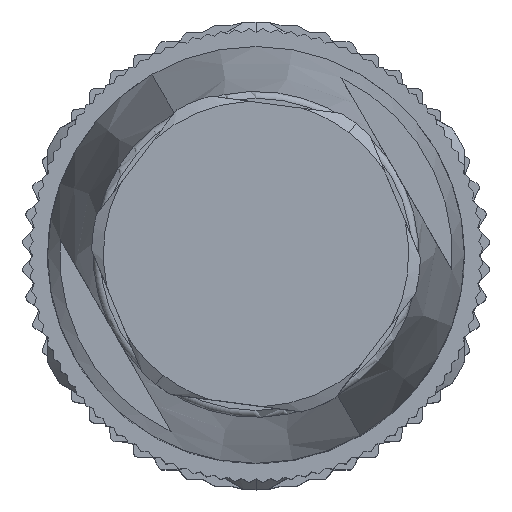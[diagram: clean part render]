
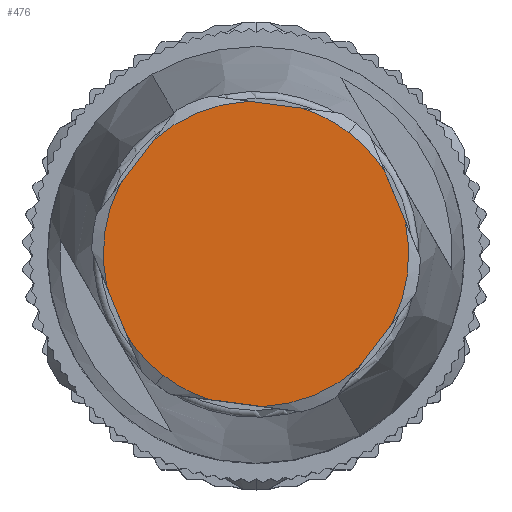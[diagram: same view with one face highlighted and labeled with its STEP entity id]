
A CAD part, top view. The second image highlights one B-rep face of the part: STEP entity #476.
In plain terms, the highlighted planar face has unit normal (0, 0, 1).
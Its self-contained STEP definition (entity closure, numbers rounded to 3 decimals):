
#125=AXIS2_PLACEMENT_3D('Circle Axis2P3D',#123,#124,$) ;
#376=AXIS2_PLACEMENT_3D('Circle Axis2P3D',#374,#375,$) ;
#390=AXIS2_PLACEMENT_3D('Plane Axis2P3D',#387,#388,#389) ;
#394=AXIS2_PLACEMENT_3D('Circle Axis2P3D',#392,#393,$) ;
#408=AXIS2_PLACEMENT_3D('Circle Axis2P3D',#406,#407,$) ;
#422=AXIS2_PLACEMENT_3D('Circle Axis2P3D',#420,#421,$) ;
#429=AXIS2_PLACEMENT_3D('Circle Axis2P3D',#427,#428,$) ;
#443=AXIS2_PLACEMENT_3D('Circle Axis2P3D',#441,#442,$) ;
#457=AXIS2_PLACEMENT_3D('Circle Axis2P3D',#455,#456,$) ;
#120=CARTESIAN_POINT('Vertex',(6.059,4.867,56.7)) ;
#123=CARTESIAN_POINT('Axis2P3D Location',(10.082,10.1,56.7)) ;
#127=CARTESIAN_POINT('Vertex',(4.512,6.56,56.7)) ;
#149=CARTESIAN_POINT('Line Origine',(4.075,7.618,56.7)) ;
#153=CARTESIAN_POINT('Vertex',(3.637,8.676,56.7)) ;
#341=CARTESIAN_POINT('Vertex',(10.362,3.506,56.7)) ;
#344=CARTESIAN_POINT('Line Origine',(9.228,3.656,56.7)) ;
#348=CARTESIAN_POINT('Vertex',(8.093,3.807,56.7)) ;
#374=CARTESIAN_POINT('Axis2P3D Location',(10.082,10.1,56.7)) ;
#387=CARTESIAN_POINT('Axis2P3D Location',(10.082,10.1,56.7)) ;
#392=CARTESIAN_POINT('Axis2P3D Location',(10.082,10.1,56.7)) ;
#396=CARTESIAN_POINT('Vertex',(14.538,5.231,56.7)) ;
#399=CARTESIAN_POINT('Line Origine',(15.235,6.138,56.7)) ;
#403=CARTESIAN_POINT('Vertex',(15.933,7.046,56.7)) ;
#406=CARTESIAN_POINT('Axis2P3D Location',(10.082,10.1,56.7)) ;
#410=CARTESIAN_POINT('Vertex',(16.526,11.524,56.7)) ;
#413=CARTESIAN_POINT('Line Origine',(16.089,12.582,56.7)) ;
#417=CARTESIAN_POINT('Vertex',(15.652,13.64,56.7)) ;
#420=CARTESIAN_POINT('Axis2P3D Location',(10.082,10.1,56.7)) ;
#424=CARTESIAN_POINT('Vertex',(14.105,15.332,56.7)) ;
#427=CARTESIAN_POINT('Axis2P3D Location',(10.082,10.1,56.7)) ;
#431=CARTESIAN_POINT('Vertex',(12.071,16.393,56.7)) ;
#434=CARTESIAN_POINT('Line Origine',(10.936,16.544,56.7)) ;
#438=CARTESIAN_POINT('Vertex',(9.802,16.694,56.7)) ;
#441=CARTESIAN_POINT('Axis2P3D Location',(10.082,10.1,56.7)) ;
#445=CARTESIAN_POINT('Vertex',(5.626,14.969,56.7)) ;
#448=CARTESIAN_POINT('Line Origine',(4.929,14.062,56.7)) ;
#452=CARTESIAN_POINT('Vertex',(4.231,13.154,56.7)) ;
#455=CARTESIAN_POINT('Axis2P3D Location',(10.082,10.1,56.7)) ;
#124=DIRECTION('Axis2P3D Direction',(0.,0.,-1.)) ;
#150=DIRECTION('Vector Direction',(0.382,-0.924,0.)) ;
#345=DIRECTION('Vector Direction',(0.991,-0.131,0.)) ;
#375=DIRECTION('Axis2P3D Direction',(0.,0.,-1.)) ;
#388=DIRECTION('Axis2P3D Direction',(0.,-0.,1.)) ;
#389=DIRECTION('Axis2P3D XDirection',(0.609,0.793,0.)) ;
#393=DIRECTION('Axis2P3D Direction',(0.,-0.,1.)) ;
#400=DIRECTION('Vector Direction',(0.609,0.793,0.)) ;
#407=DIRECTION('Axis2P3D Direction',(0.,-0.,1.)) ;
#414=DIRECTION('Vector Direction',(-0.382,0.924,0.)) ;
#421=DIRECTION('Axis2P3D Direction',(0.,-0.,1.)) ;
#428=DIRECTION('Axis2P3D Direction',(0.,-0.,1.)) ;
#435=DIRECTION('Vector Direction',(-0.991,0.131,0.)) ;
#442=DIRECTION('Axis2P3D Direction',(0.,-0.,1.)) ;
#449=DIRECTION('Vector Direction',(-0.609,-0.793,0.)) ;
#456=DIRECTION('Axis2P3D Direction',(0.,-0.,1.)) ;
#151=VECTOR('Line Direction',#150,1.) ;
#346=VECTOR('Line Direction',#345,1.) ;
#401=VECTOR('Line Direction',#400,1.) ;
#415=VECTOR('Line Direction',#414,1.) ;
#436=VECTOR('Line Direction',#435,1.) ;
#450=VECTOR('Line Direction',#449,1.) ;
#461=ORIENTED_EDGE('',*,*,#155,.T.) ;
#462=ORIENTED_EDGE('',*,*,#129,.T.) ;
#463=ORIENTED_EDGE('',*,*,#378,.T.) ;
#464=ORIENTED_EDGE('',*,*,#350,.T.) ;
#465=ORIENTED_EDGE('',*,*,#398,.T.) ;
#466=ORIENTED_EDGE('',*,*,#405,.T.) ;
#467=ORIENTED_EDGE('',*,*,#412,.T.) ;
#468=ORIENTED_EDGE('',*,*,#419,.T.) ;
#469=ORIENTED_EDGE('',*,*,#426,.T.) ;
#470=ORIENTED_EDGE('',*,*,#433,.T.) ;
#471=ORIENTED_EDGE('',*,*,#440,.T.) ;
#472=ORIENTED_EDGE('',*,*,#447,.T.) ;
#473=ORIENTED_EDGE('',*,*,#454,.T.) ;
#474=ORIENTED_EDGE('',*,*,#459,.T.) ;
#476=ADVANCED_FACE('Hauptk\X2\00F6\X0\rper',(#475),#391,.T.) ;
#126=CIRCLE('generated circle',#125,6.6) ;
#377=CIRCLE('generated circle',#376,6.6) ;
#395=CIRCLE('generated circle',#394,6.6) ;
#409=CIRCLE('generated circle',#408,6.6) ;
#423=CIRCLE('generated circle',#422,6.6) ;
#430=CIRCLE('generated circle',#429,6.6) ;
#444=CIRCLE('generated circle',#443,6.6) ;
#458=CIRCLE('generated circle',#457,6.6) ;
#129=EDGE_CURVE('',#128,#121,#126,.F.) ;
#155=EDGE_CURVE('',#154,#128,#152,.T.) ;
#350=EDGE_CURVE('',#349,#342,#347,.T.) ;
#378=EDGE_CURVE('',#121,#349,#377,.F.) ;
#398=EDGE_CURVE('',#342,#397,#395,.T.) ;
#405=EDGE_CURVE('',#397,#404,#402,.T.) ;
#412=EDGE_CURVE('',#404,#411,#409,.T.) ;
#419=EDGE_CURVE('',#411,#418,#416,.T.) ;
#426=EDGE_CURVE('',#418,#425,#423,.T.) ;
#433=EDGE_CURVE('',#425,#432,#430,.T.) ;
#440=EDGE_CURVE('',#432,#439,#437,.T.) ;
#447=EDGE_CURVE('',#439,#446,#444,.T.) ;
#454=EDGE_CURVE('',#446,#453,#451,.T.) ;
#459=EDGE_CURVE('',#453,#154,#458,.T.) ;
#460=EDGE_LOOP('',(#461,#462,#463,#464,#465,#466,#467,#468,#469,#470,#471,#472,#473,#474)) ;
#475=FACE_OUTER_BOUND('',#460,.T.) ;
#152=LINE('Line',#149,#151) ;
#347=LINE('Line',#344,#346) ;
#402=LINE('Line',#399,#401) ;
#416=LINE('Line',#413,#415) ;
#437=LINE('Line',#434,#436) ;
#451=LINE('Line',#448,#450) ;
#391=PLANE('',#390) ;
#121=VERTEX_POINT('',#120) ;
#128=VERTEX_POINT('',#127) ;
#154=VERTEX_POINT('',#153) ;
#342=VERTEX_POINT('',#341) ;
#349=VERTEX_POINT('',#348) ;
#397=VERTEX_POINT('',#396) ;
#404=VERTEX_POINT('',#403) ;
#411=VERTEX_POINT('',#410) ;
#418=VERTEX_POINT('',#417) ;
#425=VERTEX_POINT('',#424) ;
#432=VERTEX_POINT('',#431) ;
#439=VERTEX_POINT('',#438) ;
#446=VERTEX_POINT('',#445) ;
#453=VERTEX_POINT('',#452) ;
